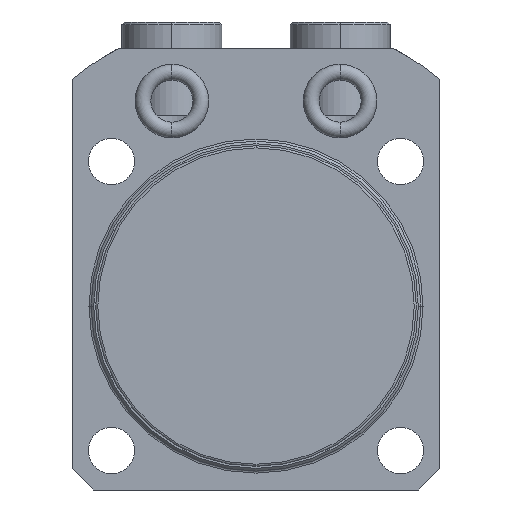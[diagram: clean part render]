
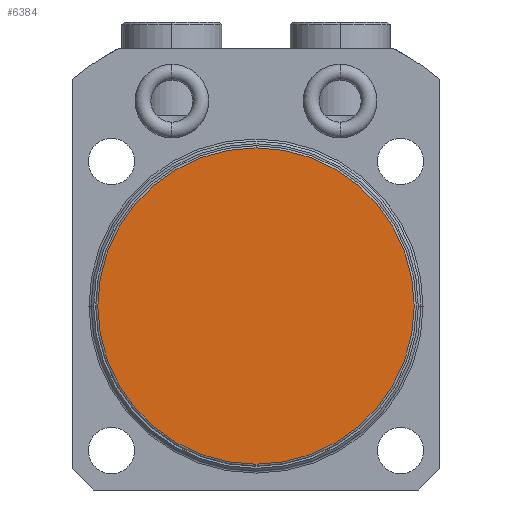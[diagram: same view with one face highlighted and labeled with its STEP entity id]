
A CAD part, front view. The second image highlights one B-rep face of the part: STEP entity #6384.
In plain terms, the highlighted planar face has unit normal (0, -1, 0).
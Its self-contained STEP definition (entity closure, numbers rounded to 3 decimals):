
#2269=CARTESIAN_POINT('',(0.,-77.5,0.));
#2270=DIRECTION('',(0.,-1.,0.));
#2271=DIRECTION('',(0.,0.,1.));
#2272=AXIS2_PLACEMENT_3D('',#2269,#2270,#2271);
#2277=CARTESIAN_POINT('',(0.,-77.5,0.));
#2278=DIRECTION('',(0.,-1.,0.));
#2279=DIRECTION('',(0.,0.,-1.));
#2280=AXIS2_PLACEMENT_3D('',#2277,#2278,#2279);
#4563=CARTESIAN_POINT('',(0.,-77.5,30.1));
#4564=CARTESIAN_POINT('',(0.,-77.5,-30.1));
#4565=VERTEX_POINT('',#4563);
#4566=VERTEX_POINT('',#4564);
#6374=CARTESIAN_POINT('',(0.,-77.5,0.));
#6375=DIRECTION('',(0.,-1.,0.));
#6376=DIRECTION('',(0.,0.,-1.));
#6377=AXIS2_PLACEMENT_3D('',#6374,#6375,#6376);
#6378=PLANE('',#6377);
#6380=ORIENTED_EDGE('',*,*,#6379,.F.);
#6381=ORIENTED_EDGE('',*,*,#6364,.F.);
#6382=EDGE_LOOP('',(#6380,#6381));
#6383=FACE_OUTER_BOUND('',#6382,.F.);
#2273=CIRCLE('',#2272,30.1);
#2281=CIRCLE('',#2280,30.1);
#6364=EDGE_CURVE('',#4566,#4565,#2281,.T.);
#6379=EDGE_CURVE('',#4565,#4566,#2273,.T.);
#6384=ADVANCED_FACE('',(#6383),#6378,.T.);
